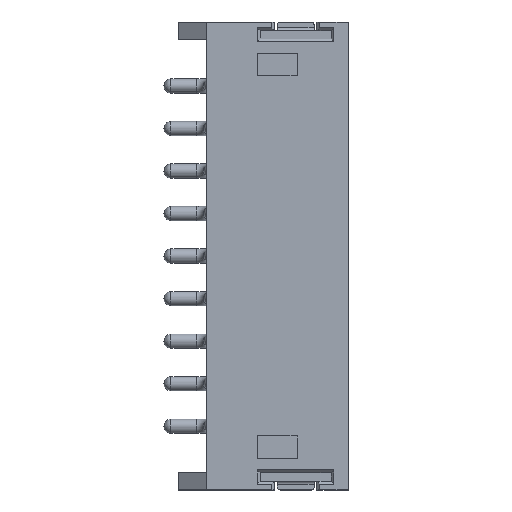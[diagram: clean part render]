
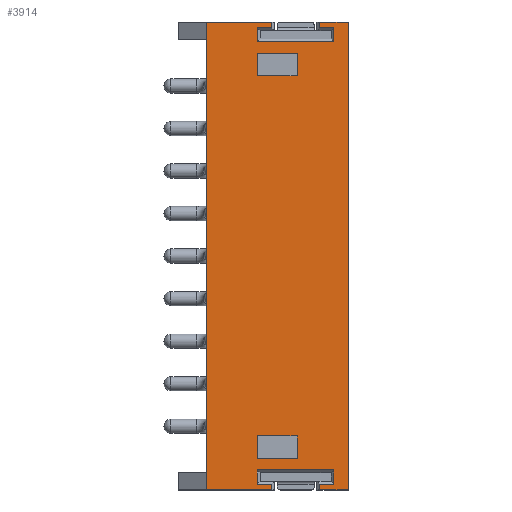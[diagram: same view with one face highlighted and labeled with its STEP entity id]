
A CAD part, top view. The second image highlights one B-rep face of the part: STEP entity #3914.
In plain terms, the highlighted planar face has unit normal (0, 0, 1).
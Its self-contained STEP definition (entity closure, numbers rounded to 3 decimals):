
#14=FACE_BOUND('',#516,.T.);
#15=FACE_BOUND('',#517,.T.);
#55=PLANE('',#4265);
#300=FACE_OUTER_BOUND('',#515,.T.);
#515=EDGE_LOOP('',(#2972,#2973,#2974,#2975,#2976,#2977,#2978,#2979,#2980,
#2981,#2982,#2983,#2984,#2985,#2986,#2987,#2988,#2989,#2990,#2991));
#516=EDGE_LOOP('',(#2992,#2993,#2994,#2995));
#517=EDGE_LOOP('',(#2996,#2997,#2998,#2999));
#734=LINE('',#6171,#1156);
#736=LINE('',#6176,#1158);
#742=LINE('',#6187,#1164);
#743=LINE('',#6189,#1165);
#745=LINE('',#6193,#1167);
#748=LINE('',#6199,#1170);
#753=LINE('',#6208,#1175);
#758=LINE('',#6218,#1180);
#760=LINE('',#6222,#1182);
#761=LINE('',#6224,#1183);
#762=LINE('',#6226,#1184);
#763=LINE('',#6228,#1185);
#764=LINE('',#6230,#1186);
#765=LINE('',#6232,#1187);
#766=LINE('',#6234,#1188);
#767=LINE('',#6236,#1189);
#768=LINE('',#6238,#1190);
#769=LINE('',#6240,#1191);
#770=LINE('',#6242,#1192);
#771=LINE('',#6243,#1193);
#772=LINE('',#6246,#1194);
#773=LINE('',#6248,#1195);
#774=LINE('',#6250,#1196);
#775=LINE('',#6251,#1197);
#776=LINE('',#6254,#1198);
#777=LINE('',#6256,#1199);
#778=LINE('',#6258,#1200);
#779=LINE('',#6259,#1201);
#1156=VECTOR('',#4883,10.);
#1158=VECTOR('',#4887,10.);
#1164=VECTOR('',#4895,10.);
#1165=VECTOR('',#4898,10.);
#1167=VECTOR('',#4902,10.);
#1170=VECTOR('',#4907,10.);
#1175=VECTOR('',#4914,10.);
#1180=VECTOR('',#4925,10.);
#1182=VECTOR('',#4929,10.);
#1183=VECTOR('',#4930,10.);
#1184=VECTOR('',#4931,10.);
#1185=VECTOR('',#4932,10.);
#1186=VECTOR('',#4933,10.);
#1187=VECTOR('',#4934,10.);
#1188=VECTOR('',#4935,10.);
#1189=VECTOR('',#4936,10.);
#1190=VECTOR('',#4937,10.);
#1191=VECTOR('',#4938,10.);
#1192=VECTOR('',#4939,10.);
#1193=VECTOR('',#4940,10.);
#1194=VECTOR('',#4941,10.);
#1195=VECTOR('',#4942,10.);
#1196=VECTOR('',#4943,10.);
#1197=VECTOR('',#4944,10.);
#1198=VECTOR('',#4945,10.);
#1199=VECTOR('',#4946,10.);
#1200=VECTOR('',#4947,10.);
#1201=VECTOR('',#4948,10.);
#1773=VERTEX_POINT('',#6168);
#1774=VERTEX_POINT('',#6170);
#1775=VERTEX_POINT('',#6174);
#1776=VERTEX_POINT('',#6175);
#1780=VERTEX_POINT('',#6185);
#1781=VERTEX_POINT('',#6192);
#1783=VERTEX_POINT('',#6198);
#1786=VERTEX_POINT('',#6206);
#1788=VERTEX_POINT('',#6217);
#1789=VERTEX_POINT('',#6221);
#1790=VERTEX_POINT('',#6223);
#1791=VERTEX_POINT('',#6225);
#1792=VERTEX_POINT('',#6227);
#1793=VERTEX_POINT('',#6229);
#1794=VERTEX_POINT('',#6231);
#1795=VERTEX_POINT('',#6233);
#1796=VERTEX_POINT('',#6235);
#1797=VERTEX_POINT('',#6237);
#1798=VERTEX_POINT('',#6239);
#1799=VERTEX_POINT('',#6241);
#1800=VERTEX_POINT('',#6244);
#1801=VERTEX_POINT('',#6245);
#1802=VERTEX_POINT('',#6247);
#1803=VERTEX_POINT('',#6249);
#1804=VERTEX_POINT('',#6252);
#1805=VERTEX_POINT('',#6253);
#1806=VERTEX_POINT('',#6255);
#1807=VERTEX_POINT('',#6257);
#2203=EDGE_CURVE('',#1773,#1774,#734,.T.);
#2205=EDGE_CURVE('',#1775,#1776,#736,.T.);
#2211=EDGE_CURVE('',#1780,#1773,#742,.T.);
#2212=EDGE_CURVE('',#1776,#1780,#743,.T.);
#2214=EDGE_CURVE('',#1781,#1775,#745,.T.);
#2217=EDGE_CURVE('',#1774,#1783,#748,.T.);
#2222=EDGE_CURVE('',#1786,#1781,#753,.T.);
#2227=EDGE_CURVE('',#1783,#1788,#758,.T.);
#2229=EDGE_CURVE('',#1789,#1786,#760,.T.);
#2230=EDGE_CURVE('',#1789,#1790,#761,.T.);
#2231=EDGE_CURVE('',#1790,#1791,#762,.T.);
#2232=EDGE_CURVE('',#1792,#1791,#763,.T.);
#2233=EDGE_CURVE('',#1793,#1792,#764,.T.);
#2234=EDGE_CURVE('',#1794,#1793,#765,.T.);
#2235=EDGE_CURVE('',#1795,#1794,#766,.T.);
#2236=EDGE_CURVE('',#1796,#1795,#767,.T.);
#2237=EDGE_CURVE('',#1797,#1796,#768,.T.);
#2238=EDGE_CURVE('',#1798,#1797,#769,.T.);
#2239=EDGE_CURVE('',#1798,#1799,#770,.T.);
#2240=EDGE_CURVE('',#1788,#1799,#771,.T.);
#2241=EDGE_CURVE('',#1800,#1801,#772,.T.);
#2242=EDGE_CURVE('',#1801,#1802,#773,.T.);
#2243=EDGE_CURVE('',#1802,#1803,#774,.T.);
#2244=EDGE_CURVE('',#1803,#1800,#775,.T.);
#2245=EDGE_CURVE('',#1804,#1805,#776,.T.);
#2246=EDGE_CURVE('',#1805,#1806,#777,.T.);
#2247=EDGE_CURVE('',#1806,#1807,#778,.T.);
#2248=EDGE_CURVE('',#1807,#1804,#779,.T.);
#2972=ORIENTED_EDGE('',*,*,#2217,.F.);
#2973=ORIENTED_EDGE('',*,*,#2203,.F.);
#2974=ORIENTED_EDGE('',*,*,#2211,.F.);
#2975=ORIENTED_EDGE('',*,*,#2212,.F.);
#2976=ORIENTED_EDGE('',*,*,#2205,.F.);
#2977=ORIENTED_EDGE('',*,*,#2214,.F.);
#2978=ORIENTED_EDGE('',*,*,#2222,.F.);
#2979=ORIENTED_EDGE('',*,*,#2229,.F.);
#2980=ORIENTED_EDGE('',*,*,#2230,.T.);
#2981=ORIENTED_EDGE('',*,*,#2231,.T.);
#2982=ORIENTED_EDGE('',*,*,#2232,.F.);
#2983=ORIENTED_EDGE('',*,*,#2233,.F.);
#2984=ORIENTED_EDGE('',*,*,#2234,.F.);
#2985=ORIENTED_EDGE('',*,*,#2235,.F.);
#2986=ORIENTED_EDGE('',*,*,#2236,.F.);
#2987=ORIENTED_EDGE('',*,*,#2237,.F.);
#2988=ORIENTED_EDGE('',*,*,#2238,.F.);
#2989=ORIENTED_EDGE('',*,*,#2239,.T.);
#2990=ORIENTED_EDGE('',*,*,#2240,.F.);
#2991=ORIENTED_EDGE('',*,*,#2227,.F.);
#2992=ORIENTED_EDGE('',*,*,#2241,.T.);
#2993=ORIENTED_EDGE('',*,*,#2242,.T.);
#2994=ORIENTED_EDGE('',*,*,#2243,.T.);
#2995=ORIENTED_EDGE('',*,*,#2244,.T.);
#2996=ORIENTED_EDGE('',*,*,#2245,.T.);
#2997=ORIENTED_EDGE('',*,*,#2246,.T.);
#2998=ORIENTED_EDGE('',*,*,#2247,.T.);
#2999=ORIENTED_EDGE('',*,*,#2248,.T.);
#3914=ADVANCED_FACE('',(#300,#14,#15),#55,.T.);
#4265=AXIS2_PLACEMENT_3D('',#6220,#4927,#4928);
#4883=DIRECTION('',(-1.,0.,0.));
#4887=DIRECTION('',(0.,-1.,0.));
#4895=DIRECTION('',(0.,1.,0.));
#4898=DIRECTION('',(1.,0.,0.));
#4902=DIRECTION('',(-1.,0.,0.));
#4907=DIRECTION('',(0.,1.,0.));
#4914=DIRECTION('',(0.,-1.,0.));
#4925=DIRECTION('',(1.,0.,0.));
#4927=DIRECTION('center_axis',(0.,0.,
1.));
#4928=DIRECTION('ref_axis',(0.,-1.,0.));
#4929=DIRECTION('',(1.,0.,0.));
#4930=DIRECTION('',(0.,-1.,0.));
#4931=DIRECTION('',(1.,0.,0.));
#4932=DIRECTION('',(0.,-1.,0.));
#4933=DIRECTION('',(1.,0.,0.));
#4934=DIRECTION('',(0.,-1.,0.));
#4935=DIRECTION('',(-1.,0.,0.));
#4936=DIRECTION('',(0.,1.,0.));
#4937=DIRECTION('',(1.,0.,0.));
#4938=DIRECTION('',(0.,1.,0.));
#4939=DIRECTION('',(1.,0.,0.));
#4940=DIRECTION('',(0.,-1.,0.));
#4941=DIRECTION('',(1.,0.,0.));
#4942=DIRECTION('',(0.,-1.,0.));
#4943=DIRECTION('',(-1.,0.,0.));
#4944=DIRECTION('',(0.,1.,0.));
#4945=DIRECTION('',(-1.,0.,0.));
#4946=DIRECTION('',(0.,1.,0.));
#4947=DIRECTION('',(1.,0.,0.));
#4948=DIRECTION('',(0.,-1.,0.));
#6168=CARTESIAN_POINT('',(5.25,14.05,3.7));
#6170=CARTESIAN_POINT('',(4.75,14.05,3.7));
#6171=CARTESIAN_POINT('',(2.95,14.05,3.7));
#6174=CARTESIAN_POINT('',(2.55,14.05,3.7));
#6175=CARTESIAN_POINT('',(2.55,13.55,3.7));
#6176=CARTESIAN_POINT('',(2.55,14.1,3.7));
#6185=CARTESIAN_POINT('',(5.25,13.55,3.7));
#6187=CARTESIAN_POINT('',(5.25,13.95,3.7));
#6189=CARTESIAN_POINT('',(1.7,13.55,3.7));
#6192=CARTESIAN_POINT('',(3.05,14.05,3.7));
#6193=CARTESIAN_POINT('',(2.95,14.05,3.7));
#6198=CARTESIAN_POINT('',(4.75,14.25,3.7));
#6199=CARTESIAN_POINT('',(4.75,14.25,3.7));
#6206=CARTESIAN_POINT('',(3.05,14.25,3.7));
#6208=CARTESIAN_POINT('',(3.05,14.25,3.7));
#6217=CARTESIAN_POINT('',(5.75,14.25,3.7));
#6218=CARTESIAN_POINT('',(0.75,14.25,3.7));
#6220=CARTESIAN_POINT('Origin',(0.75,14.25,3.7));
#6221=CARTESIAN_POINT('',(0.75,14.25,3.7));
#6222=CARTESIAN_POINT('',(0.75,14.25,3.7));
#6223=CARTESIAN_POINT('',(0.75,-2.25,3.7));
#6224=CARTESIAN_POINT('',(0.75,14.25,3.7));
#6225=CARTESIAN_POINT('',(3.05,-2.25,3.7));
#6226=CARTESIAN_POINT('',(0.75,-2.25,3.7));
#6227=CARTESIAN_POINT('',(3.05,-2.05,3.7));
#6228=CARTESIAN_POINT('',(3.05,6.,3.7));
#6229=CARTESIAN_POINT('',(2.55,-2.05,3.7));
#6230=CARTESIAN_POINT('',(2.95,-2.05,3.7));
#6231=CARTESIAN_POINT('',(2.55,-1.55,3.7));
#6232=CARTESIAN_POINT('',(2.55,6.15,3.7));
#6233=CARTESIAN_POINT('',(5.25,-1.55,3.7));
#6234=CARTESIAN_POINT('',(1.7,-1.55,3.7));
#6235=CARTESIAN_POINT('',(5.25,-2.05,3.7));
#6236=CARTESIAN_POINT('',(5.25,6.3,3.7));
#6237=CARTESIAN_POINT('',(4.75,-2.05,3.7));
#6238=CARTESIAN_POINT('',(2.95,-2.05,3.7));
#6239=CARTESIAN_POINT('',(4.75,-2.25,3.7));
#6240=CARTESIAN_POINT('',(4.75,6.,3.7));
#6241=CARTESIAN_POINT('',(5.75,-2.25,3.7));
#6242=CARTESIAN_POINT('',(0.75,-2.25,3.7));
#6243=CARTESIAN_POINT('',(5.75,14.25,3.7));
#6244=CARTESIAN_POINT('',(2.55,13.15,3.7));
#6245=CARTESIAN_POINT('',(3.95,13.15,3.7));
#6246=CARTESIAN_POINT('',(2.35,13.15,3.7));
#6247=CARTESIAN_POINT('',(3.95,12.35,3.7));
#6248=CARTESIAN_POINT('',(3.95,13.3,3.7));
#6249=CARTESIAN_POINT('',(2.55,12.35,3.7));
#6250=CARTESIAN_POINT('',(1.65,12.35,3.7));
#6251=CARTESIAN_POINT('',(2.55,13.7,3.7));
#6252=CARTESIAN_POINT('',(3.95,-1.15,3.7));
#6253=CARTESIAN_POINT('',(2.55,-1.15,3.7));
#6254=CARTESIAN_POINT('',(2.35,-1.15,3.7));
#6255=CARTESIAN_POINT('',(2.55,-0.35,3.7));
#6256=CARTESIAN_POINT('',(2.55,6.55,3.7));
#6257=CARTESIAN_POINT('',(3.95,-0.35,3.7));
#6258=CARTESIAN_POINT('',(1.65,-0.35,3.7));
#6259=CARTESIAN_POINT('',(3.95,6.95,3.7));
